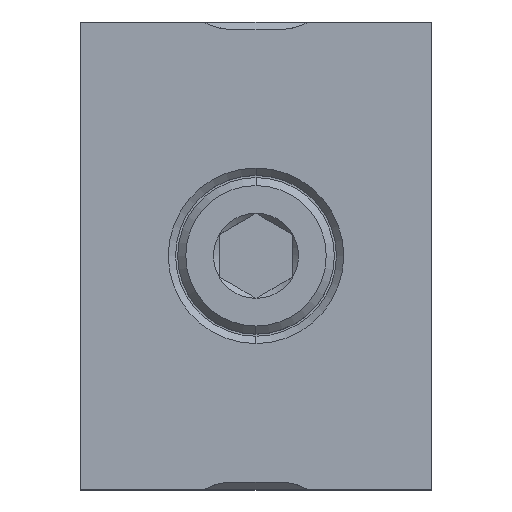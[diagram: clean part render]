
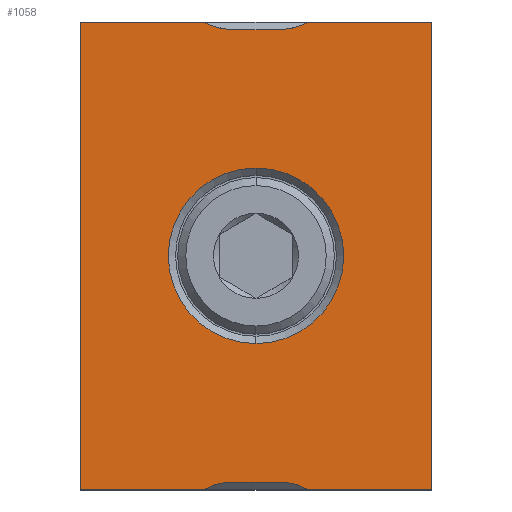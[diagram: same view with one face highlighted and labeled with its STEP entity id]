
A CAD part, top view. The second image highlights one B-rep face of the part: STEP entity #1058.
In plain terms, the highlighted planar face has unit normal (0, 0, 1).
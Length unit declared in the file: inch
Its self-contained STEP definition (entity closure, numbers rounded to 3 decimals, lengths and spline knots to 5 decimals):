
#85 = ORIENTED_EDGE ( 'NONE', *, *, #4309, .F. ) ;
#87 = VECTOR ( 'NONE', #2959, 39.37008 ) ;
#108 = CIRCLE ( 'NONE', #4554, 0.125 ) ;
#125 = DIRECTION ( 'NONE',  ( 0., 0., 1. ) ) ;
#142 = CARTESIAN_POINT ( 'NONE',  ( 0.36787, -0.61124, -0.23589 ) ) ;
#173 = AXIS2_PLACEMENT_3D ( 'NONE', #5710, #1171, #1730 ) ;
#246 = ORIENTED_EDGE ( 'NONE', *, *, #1774, .F. ) ;
#275 = ORIENTED_EDGE ( 'NONE', *, *, #3018, .T. ) ;
#409 = EDGE_CURVE ( 'NONE', #492, #6012, #6054, .T. ) ;
#442 = DIRECTION ( 'NONE',  ( 1., 0., 0. ) ) ;
#492 = VERTEX_POINT ( 'NONE', #2592 ) ;
#516 = CIRCLE ( 'NONE', #2528, 0.125 ) ;
#568 = CARTESIAN_POINT ( 'NONE',  ( 0.36787, -0.60974, -0.23589 ) ) ;
#714 = CARTESIAN_POINT ( 'NONE',  ( -0.00713, -0.29874, -0.23589 ) ) ;
#806 = CARTESIAN_POINT ( 'NONE',  ( -0.05713, 0.4973, -0.23589 ) ) ;
#811 = EDGE_CURVE ( 'NONE', #4250, #6012, #5110, .T. ) ;
#836 = ORIENTED_EDGE ( 'NONE', *, *, #1455, .T. ) ;
#1058 = ADVANCED_FACE ( 'NONE', ( #2023, #3500 ), #1961, .F. ) ;
#1108 = CARTESIAN_POINT ( 'NONE',  ( 0.04287, 0.4973, -0.23589 ) ) ;
#1171 = DIRECTION ( 'NONE',  ( 0., 0., 1. ) ) ;
#1172 = DIRECTION ( 'NONE',  ( -1., 0., 0. ) ) ;
#1177 = CARTESIAN_POINT ( 'NONE',  ( -0.05713, -0.59478, -0.23589 ) ) ;
#1201 = CARTESIAN_POINT ( 'NONE',  ( 0.36787, -0.60974, -0.23589 ) ) ;
#1235 = DIRECTION ( 'NONE',  ( 1., 0., 0. ) ) ;
#1236 = CARTESIAN_POINT ( 'NONE',  ( 0.10217, 0.38726, -0.23589 ) ) ;
#1273 = CARTESIAN_POINT ( 'NONE',  ( 0.36787, 0.38726, -0.23589 ) ) ;
#1312 = AXIS2_PLACEMENT_3D ( 'NONE', #142, #2124, #4132 ) ;
#1455 = EDGE_CURVE ( 'NONE', #5357, #4474, #3482, .T. ) ;
#1464 = VERTEX_POINT ( 'NONE', #1501 ) ;
#1486 = DIRECTION ( 'NONE',  ( 0., 0., 1. ) ) ;
#1501 = CARTESIAN_POINT ( 'NONE',  ( -0.00713, 0.07626, -0.23589 ) ) ;
#1504 = DIRECTION ( 'NONE',  ( 0., -1., 0. ) ) ;
#1533 = CARTESIAN_POINT ( 'NONE',  ( -0.05713, -0.59478, -0.23589 ) ) ;
#1730 = DIRECTION ( 'NONE',  ( 0., -1., 0. ) ) ;
#1774 = EDGE_CURVE ( 'NONE', #4724, #5941, #1856, .T. ) ;
#1856 = CIRCLE ( 'NONE', #2490, 0.125 ) ;
#1877 = EDGE_CURVE ( 'NONE', #1464, #2497, #3316, .T. ) ;
#1957 = VECTOR ( 'NONE', #5448, 39.37008 ) ;
#1961 = PLANE ( 'NONE',  #1312 ) ;
#1973 = DIRECTION ( 'NONE',  ( 0., -1., 0. ) ) ;
#1999 = VECTOR ( 'NONE', #1172, 39.37008 ) ;
#2023 = FACE_BOUND ( 'NONE', #2748, .T. ) ;
#2039 = LINE ( 'NONE', #4147, #5373 ) ;
#2124 = DIRECTION ( 'NONE',  ( 0., 0., -1. ) ) ;
#2144 = ORIENTED_EDGE ( 'NONE', *, *, #4905, .T. ) ;
#2209 = ORIENTED_EDGE ( 'NONE', *, *, #4159, .F. ) ;
#2294 = ORIENTED_EDGE ( 'NONE', *, *, #4663, .T. ) ;
#2361 = ORIENTED_EDGE ( 'NONE', *, *, #4827, .F. ) ;
#2369 = VECTOR ( 'NONE', #1504, 39.37008 ) ;
#2425 = VERTEX_POINT ( 'NONE', #5944 ) ;
#2432 = CIRCLE ( 'NONE', #3240, 0.1875 ) ;
#2490 = AXIS2_PLACEMENT_3D ( 'NONE', #4605, #5048, #4534 ) ;
#2495 = CARTESIAN_POINT ( 'NONE',  ( -0.00713, -0.11124, -0.23589 ) ) ;
#2497 = VERTEX_POINT ( 'NONE', #714 ) ;
#2528 = AXIS2_PLACEMENT_3D ( 'NONE', #3225, #1486, #3910 ) ;
#2538 = DIRECTION ( 'NONE',  ( -1., 0., 0. ) ) ;
#2564 = ORIENTED_EDGE ( 'NONE', *, *, #5547, .F. ) ;
#2592 = CARTESIAN_POINT ( 'NONE',  ( 0.36787, 0.38726, -0.23589 ) ) ;
#2665 = EDGE_LOOP ( 'NONE', ( #246, #2209, #4061, #5065, #2962, #2144, #2361, #85, #6404, #2294, #836, #275 ) ) ;
#2721 = LINE ( 'NONE', #1177, #4533 ) ;
#2748 = EDGE_LOOP ( 'NONE', ( #2564, #4639 ) ) ;
#2927 = AXIS2_PLACEMENT_3D ( 'NONE', #1108, #125, #3638 ) ;
#2959 = DIRECTION ( 'NONE',  ( 1., 0., 0. ) ) ;
#2962 = ORIENTED_EDGE ( 'NONE', *, *, #409, .F. ) ;
#2988 = VERTEX_POINT ( 'NONE', #3789 ) ;
#3018 = EDGE_CURVE ( 'NONE', #4474, #5941, #3749, .T. ) ;
#3097 = CARTESIAN_POINT ( 'NONE',  ( -0.11643, -0.60974, -0.23589 ) ) ;
#3167 = DIRECTION ( 'NONE',  ( -1., 0., 0. ) ) ;
#3225 = CARTESIAN_POINT ( 'NONE',  ( 0.04287, -0.71978, -0.23589 ) ) ;
#3240 = AXIS2_PLACEMENT_3D ( 'NONE', #2495, #4984, #1973 ) ;
#3316 = CIRCLE ( 'NONE', #173, 0.1875 ) ;
#3482 = LINE ( 'NONE', #6480, #1957 ) ;
#3500 = FACE_OUTER_BOUND ( 'NONE', #2665, .T. ) ;
#3638 = DIRECTION ( 'NONE',  ( 0., -1., 0. ) ) ;
#3749 = LINE ( 'NONE', #5778, #4323 ) ;
#3789 = CARTESIAN_POINT ( 'NONE',  ( 0.04287, -0.59478, -0.23589 ) ) ;
#3834 = CARTESIAN_POINT ( 'NONE',  ( -0.05713, 0.3723, -0.23589 ) ) ;
#3910 = DIRECTION ( 'NONE',  ( 0., 1., 0. ) ) ;
#4061 = ORIENTED_EDGE ( 'NONE', *, *, #5347, .F. ) ;
#4130 = VERTEX_POINT ( 'NONE', #6183 ) ;
#4132 = DIRECTION ( 'NONE',  ( 0., 1., 0. ) ) ;
#4147 = CARTESIAN_POINT ( 'NONE',  ( 0.36787, 0.38726, -0.23589 ) ) ;
#4159 = EDGE_CURVE ( 'NONE', #2988, #4724, #2721, .T. ) ;
#4250 = VERTEX_POINT ( 'NONE', #6204 ) ;
#4309 = EDGE_CURVE ( 'NONE', #4130, #6141, #4908, .T. ) ;
#4323 = VECTOR ( 'NONE', #1235, 39.37008 ) ;
#4474 = VERTEX_POINT ( 'NONE', #5459 ) ;
#4533 = VECTOR ( 'NONE', #3167, 39.37008 ) ;
#4534 = DIRECTION ( 'NONE',  ( 0., 1., 0. ) ) ;
#4554 = AXIS2_PLACEMENT_3D ( 'NONE', #806, #5779, #5278 ) ;
#4605 = CARTESIAN_POINT ( 'NONE',  ( -0.05713, -0.71978, -0.23589 ) ) ;
#4639 = ORIENTED_EDGE ( 'NONE', *, *, #1877, .F. ) ;
#4663 = EDGE_CURVE ( 'NONE', #2425, #5357, #2039, .T. ) ;
#4724 = VERTEX_POINT ( 'NONE', #1533 ) ;
#4731 = CARTESIAN_POINT ( 'NONE',  ( -0.38213, 0.38726, -0.23589 ) ) ;
#4825 = LINE ( 'NONE', #1273, #1999 ) ;
#4827 = EDGE_CURVE ( 'NONE', #6141, #5422, #6126, .T. ) ;
#4905 = EDGE_CURVE ( 'NONE', #492, #5422, #4825, .T. ) ;
#4908 = LINE ( 'NONE', #3834, #87 ) ;
#4984 = DIRECTION ( 'NONE',  ( 0., 0., 1. ) ) ;
#5048 = DIRECTION ( 'NONE',  ( 0., 0., 1. ) ) ;
#5065 = ORIENTED_EDGE ( 'NONE', *, *, #811, .T. ) ;
#5110 = LINE ( 'NONE', #568, #5642 ) ;
#5278 = DIRECTION ( 'NONE',  ( 0., -1., 0. ) ) ;
#5347 = EDGE_CURVE ( 'NONE', #4250, #2988, #516, .T. ) ;
#5357 = VERTEX_POINT ( 'NONE', #4731 ) ;
#5373 = VECTOR ( 'NONE', #2538, 39.37008 ) ;
#5418 = CARTESIAN_POINT ( 'NONE',  ( 0.36787, -0.61124, -0.23589 ) ) ;
#5422 = VERTEX_POINT ( 'NONE', #1236 ) ;
#5448 = DIRECTION ( 'NONE',  ( 0., -1., 0. ) ) ;
#5459 = CARTESIAN_POINT ( 'NONE',  ( -0.38213, -0.60974, -0.23589 ) ) ;
#5547 = EDGE_CURVE ( 'NONE', #2497, #1464, #2432, .T. ) ;
#5642 = VECTOR ( 'NONE', #442, 39.37008 ) ;
#5710 = CARTESIAN_POINT ( 'NONE',  ( -0.00713, -0.11124, -0.23589 ) ) ;
#5721 = EDGE_CURVE ( 'NONE', #2425, #4130, #108, .T. ) ;
#5778 = CARTESIAN_POINT ( 'NONE',  ( 0.36787, -0.60974, -0.23589 ) ) ;
#5779 = DIRECTION ( 'NONE',  ( 0., 0., 1. ) ) ;
#5941 = VERTEX_POINT ( 'NONE', #3097 ) ;
#5944 = CARTESIAN_POINT ( 'NONE',  ( -0.11643, 0.38726, -0.23589 ) ) ;
#6011 = CARTESIAN_POINT ( 'NONE',  ( 0.04287, 0.3723, -0.23589 ) ) ;
#6012 = VERTEX_POINT ( 'NONE', #1201 ) ;
#6054 = LINE ( 'NONE', #5418, #2369 ) ;
#6126 = CIRCLE ( 'NONE', #2927, 0.125 ) ;
#6141 = VERTEX_POINT ( 'NONE', #6011 ) ;
#6183 = CARTESIAN_POINT ( 'NONE',  ( -0.05713, 0.3723, -0.23589 ) ) ;
#6204 = CARTESIAN_POINT ( 'NONE',  ( 0.10217, -0.60974, -0.23589 ) ) ;
#6404 = ORIENTED_EDGE ( 'NONE', *, *, #5721, .F. ) ;
#6480 = CARTESIAN_POINT ( 'NONE',  ( -0.38213, -0.61124, -0.23589 ) ) ;
